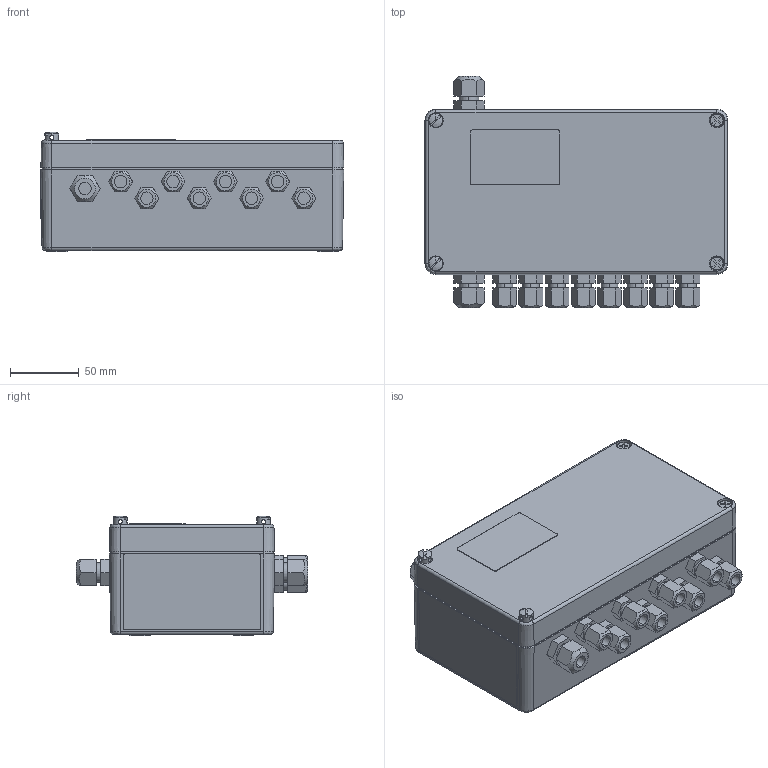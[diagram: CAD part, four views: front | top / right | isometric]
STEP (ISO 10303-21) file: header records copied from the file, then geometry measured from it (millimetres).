
FILE_DESCRIPTION (( 'STEP AP214' ), '1' );
FILE_NAME ('NM2WET-E_351997.STEP', '2015-02-17T12:50:23', ( 'Admin1' ), ( '' ), 'SwSTEP 2.0', 'SolidWorks 2014', '' );
FILE_SCHEMA (( 'AUTOMOTIVE_DESIGN' ));
Length unit declared in the file: millimetre
Products named in the file (1): NM2WET-E_351997
Bounding box: 220.5 x 167.91 x 86.98 mm (x, y, z)
Surface area: 147484.2 mm2 (no closed solid volume)
Topology: 0 solids, 28 shells, 382 faces, 1080 edges, 718 vertices
Faces by surface type: plane 232, cylinder 76, cone 56, bspline 18
Entity records: 17674 total; most frequent: CARTESIAN_POINT 3871, DIRECTION 1922, ORIENTED_EDGE 1878, EDGE_CURVE 1080, VERTEX_POINT 718, VECTOR 672, LINE 672, AXIS2_PLACEMENT_3D 625
